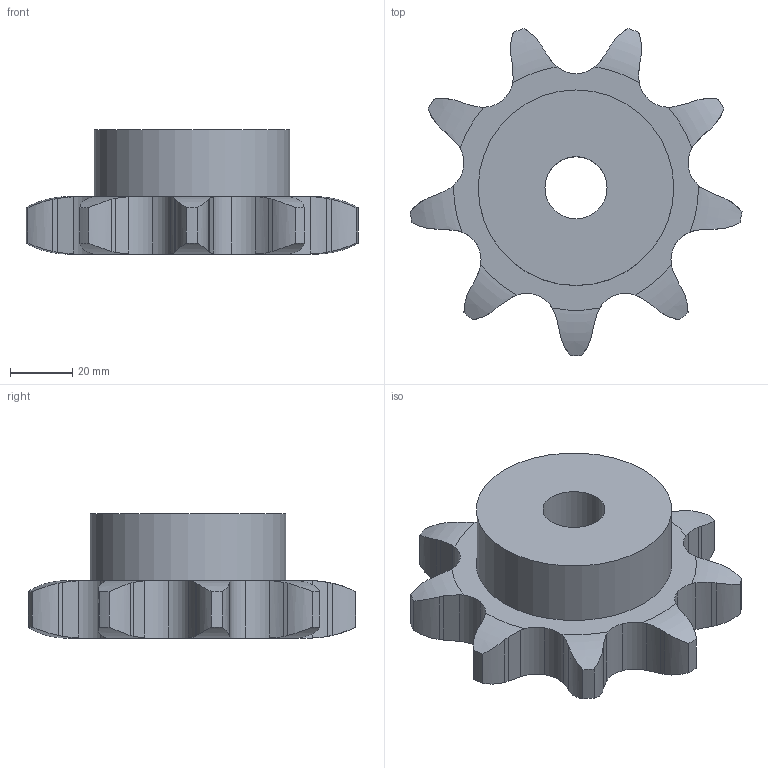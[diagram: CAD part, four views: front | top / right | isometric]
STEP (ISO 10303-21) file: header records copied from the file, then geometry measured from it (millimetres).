
FILE_DESCRIPTION(('FreeCAD Model'),'2;1');
FILE_NAME('Open CASCADE Shape Model','2021-06-13T09:21:37',('FreeCAD'),( 'FreeCAD'),'Open CASCADE STEP processor 7.4','FreeCAD','Unknown');
FILE_SCHEMA(('AUTOMOTIVE_DESIGN { 1 0 10303 214 1 1 1 1 }'));
Length unit declared in the file: millimetre
Products named in the file (1): Open CASCADE STEP translator 7.4 2
Bounding box: 106.94 x 105.34 x 40 mm (x, y, z)
Volume: 163727.4 mm3; surface area: 25645.8 mm2
Topology: 1 solids, 1 shells, 107 faces, 310 edges, 207 vertices
Faces by surface type: cylinder 65, plane 22, torus 20
Full cylindrical faces by diameter (mm): 20 x1, 63 x1
Entity records: 9836 total; most frequent: CARTESIAN_POINT 4551, DIRECTION 732, ORIENTED_EDGE 620, PCURVE 620, DEFINITIONAL_REPRESENTATION 620, B_SPLINE_CURVE_WITH_KNOTS 438, LINE 349, VECTOR 349
